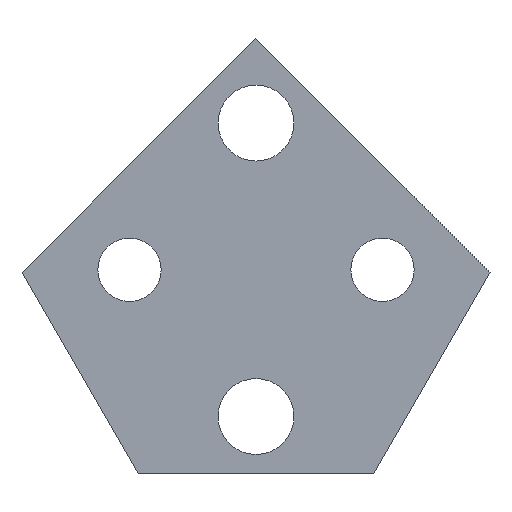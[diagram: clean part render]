
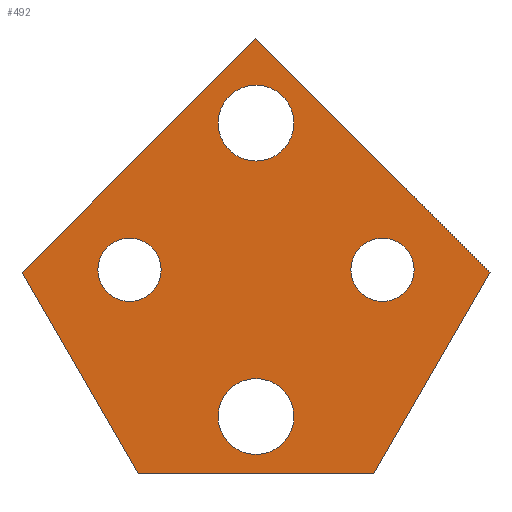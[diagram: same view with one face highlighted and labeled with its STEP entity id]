
A CAD part, left-side view. The second image highlights one B-rep face of the part: STEP entity #492.
In plain terms, the highlighted planar face has unit normal (-1, 0, 0).
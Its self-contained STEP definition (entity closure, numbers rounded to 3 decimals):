
#57=CARTESIAN_POINT('Line Origine',(-13.,0.,-4.03)) ;
#61=CARTESIAN_POINT('Vertex',(-13.,-2.327,-4.03)) ;
#63=CARTESIAN_POINT('Vertex',(-13.,2.327,-4.03)) ;
#97=CARTESIAN_POINT('Line Origine',(-13.,3.476,-2.04)) ;
#101=CARTESIAN_POINT('Vertex',(-13.,4.625,-0.049)) ;
#128=CARTESIAN_POINT('Line Origine',(-13.,2.313,2.263)) ;
#132=CARTESIAN_POINT('Vertex',(-13.,0.,4.576)) ;
#159=CARTESIAN_POINT('Line Origine',(-13.,-2.313,2.263)) ;
#163=CARTESIAN_POINT('Vertex',(-13.,-4.625,-0.049)) ;
#190=CARTESIAN_POINT('Line Origine',(-13.,-3.476,-2.04)) ;
#218=CARTESIAN_POINT('Vertex',(-13.,-3.125,0.)) ;
#232=CARTESIAN_POINT('Vertex',(-13.,-1.875,0.)) ;
#235=CARTESIAN_POINT('Axis2P3D Location',(-13.,-2.5,0.)) ;
#252=CARTESIAN_POINT('Axis2P3D Location',(-13.,-2.5,0.)) ;
#275=CARTESIAN_POINT('Vertex',(-13.,3.125,0.)) ;
#289=CARTESIAN_POINT('Vertex',(-13.,1.875,0.)) ;
#292=CARTESIAN_POINT('Axis2P3D Location',(-13.,2.5,0.)) ;
#309=CARTESIAN_POINT('Axis2P3D Location',(-13.,2.5,0.)) ;
#332=CARTESIAN_POINT('Vertex',(-13.,-0.75,2.9)) ;
#346=CARTESIAN_POINT('Vertex',(-13.,0.75,2.9)) ;
#349=CARTESIAN_POINT('Axis2P3D Location',(-13.,0.,2.9)) ;
#366=CARTESIAN_POINT('Axis2P3D Location',(-13.,0.,2.9)) ;
#389=CARTESIAN_POINT('Vertex',(-13.,-0.75,-2.9)) ;
#403=CARTESIAN_POINT('Vertex',(-13.,0.75,-2.9)) ;
#406=CARTESIAN_POINT('Axis2P3D Location',(-13.,0.,-2.9)) ;
#423=CARTESIAN_POINT('Axis2P3D Location',(-13.,0.,-2.9)) ;
#464=CARTESIAN_POINT('Axis2P3D Location',(-13.,0.,0.)) ;
#58=DIRECTION('Vector Direction',(0.,-1.,0.)) ;
#98=DIRECTION('Vector Direction',(0.,-0.5,-0.866)) ;
#129=DIRECTION('Vector Direction',(0.,0.707,-0.707)) ;
#160=DIRECTION('Vector Direction',(0.,0.707,0.707)) ;
#191=DIRECTION('Vector Direction',(0.,-0.5,0.866)) ;
#236=DIRECTION('Axis2P3D Direction',(1.,0.,0.)) ;
#253=DIRECTION('Axis2P3D Direction',(1.,0.,0.)) ;
#293=DIRECTION('Axis2P3D Direction',(1.,0.,0.)) ;
#310=DIRECTION('Axis2P3D Direction',(1.,0.,0.)) ;
#350=DIRECTION('Axis2P3D Direction',(1.,0.,0.)) ;
#367=DIRECTION('Axis2P3D Direction',(1.,0.,0.)) ;
#407=DIRECTION('Axis2P3D Direction',(1.,0.,0.)) ;
#424=DIRECTION('Axis2P3D Direction',(1.,0.,0.)) ;
#465=DIRECTION('Axis2P3D Direction',(1.,0.,0.)) ;
#466=DIRECTION('Axis2P3D XDirection',(0.,1.,0.)) ;
#237=AXIS2_PLACEMENT_3D('Circle Axis2P3D',#235,#236,$) ;
#254=AXIS2_PLACEMENT_3D('Circle Axis2P3D',#252,#253,$) ;
#294=AXIS2_PLACEMENT_3D('Circle Axis2P3D',#292,#293,$) ;
#311=AXIS2_PLACEMENT_3D('Circle Axis2P3D',#309,#310,$) ;
#351=AXIS2_PLACEMENT_3D('Circle Axis2P3D',#349,#350,$) ;
#368=AXIS2_PLACEMENT_3D('Circle Axis2P3D',#366,#367,$) ;
#408=AXIS2_PLACEMENT_3D('Circle Axis2P3D',#406,#407,$) ;
#425=AXIS2_PLACEMENT_3D('Circle Axis2P3D',#423,#424,$) ;
#467=AXIS2_PLACEMENT_3D('Plane Axis2P3D',#464,#465,#466) ;
#470=ORIENTED_EDGE('',*,*,#194,.F.) ;
#471=ORIENTED_EDGE('',*,*,#165,.F.) ;
#472=ORIENTED_EDGE('',*,*,#134,.F.) ;
#473=ORIENTED_EDGE('',*,*,#103,.F.) ;
#474=ORIENTED_EDGE('',*,*,#65,.F.) ;
#477=ORIENTED_EDGE('',*,*,#256,.T.) ;
#478=ORIENTED_EDGE('',*,*,#239,.T.) ;
#481=ORIENTED_EDGE('',*,*,#313,.T.) ;
#482=ORIENTED_EDGE('',*,*,#296,.T.) ;
#485=ORIENTED_EDGE('',*,*,#370,.T.) ;
#486=ORIENTED_EDGE('',*,*,#353,.T.) ;
#489=ORIENTED_EDGE('',*,*,#427,.T.) ;
#490=ORIENTED_EDGE('',*,*,#410,.T.) ;
#479=FACE_BOUND('',#476,.T.) ;
#483=FACE_BOUND('',#480,.T.) ;
#487=FACE_BOUND('',#484,.T.) ;
#491=FACE_BOUND('',#488,.T.) ;
#59=VECTOR('Line Direction',#58,1.) ;
#99=VECTOR('Line Direction',#98,1.) ;
#130=VECTOR('Line Direction',#129,1.) ;
#161=VECTOR('Line Direction',#160,1.) ;
#192=VECTOR('Line Direction',#191,1.) ;
#492=ADVANCED_FACE('Push Button Mount',(#475,#479,#483,#487,#491),#468,.F.) ;
#238=CIRCLE('generated circle',#237,0.625) ;
#255=CIRCLE('generated circle',#254,0.625) ;
#295=CIRCLE('generated circle',#294,0.625) ;
#312=CIRCLE('generated circle',#311,0.625) ;
#352=CIRCLE('generated circle',#351,0.75) ;
#369=CIRCLE('generated circle',#368,0.75) ;
#409=CIRCLE('generated circle',#408,0.75) ;
#426=CIRCLE('generated circle',#425,0.75) ;
#65=EDGE_CURVE('',#62,#64,#60,.F.) ;
#103=EDGE_CURVE('',#64,#102,#100,.F.) ;
#134=EDGE_CURVE('',#102,#133,#131,.F.) ;
#165=EDGE_CURVE('',#133,#164,#162,.F.) ;
#194=EDGE_CURVE('',#164,#62,#193,.F.) ;
#239=EDGE_CURVE('',#219,#233,#238,.T.) ;
#256=EDGE_CURVE('',#233,#219,#255,.T.) ;
#296=EDGE_CURVE('',#276,#290,#295,.T.) ;
#313=EDGE_CURVE('',#290,#276,#312,.T.) ;
#353=EDGE_CURVE('',#333,#347,#352,.T.) ;
#370=EDGE_CURVE('',#347,#333,#369,.T.) ;
#410=EDGE_CURVE('',#390,#404,#409,.T.) ;
#427=EDGE_CURVE('',#404,#390,#426,.T.) ;
#469=EDGE_LOOP('',(#470,#471,#472,#473,#474)) ;
#476=EDGE_LOOP('',(#477,#478)) ;
#480=EDGE_LOOP('',(#481,#482)) ;
#484=EDGE_LOOP('',(#485,#486)) ;
#488=EDGE_LOOP('',(#489,#490)) ;
#475=FACE_OUTER_BOUND('',#469,.T.) ;
#60=LINE('Line',#57,#59) ;
#100=LINE('Line',#97,#99) ;
#131=LINE('Line',#128,#130) ;
#162=LINE('Line',#159,#161) ;
#193=LINE('Line',#190,#192) ;
#468=PLANE('',#467) ;
#62=VERTEX_POINT('',#61) ;
#64=VERTEX_POINT('',#63) ;
#102=VERTEX_POINT('',#101) ;
#133=VERTEX_POINT('',#132) ;
#164=VERTEX_POINT('',#163) ;
#219=VERTEX_POINT('',#218) ;
#233=VERTEX_POINT('',#232) ;
#276=VERTEX_POINT('',#275) ;
#290=VERTEX_POINT('',#289) ;
#333=VERTEX_POINT('',#332) ;
#347=VERTEX_POINT('',#346) ;
#390=VERTEX_POINT('',#389) ;
#404=VERTEX_POINT('',#403) ;
